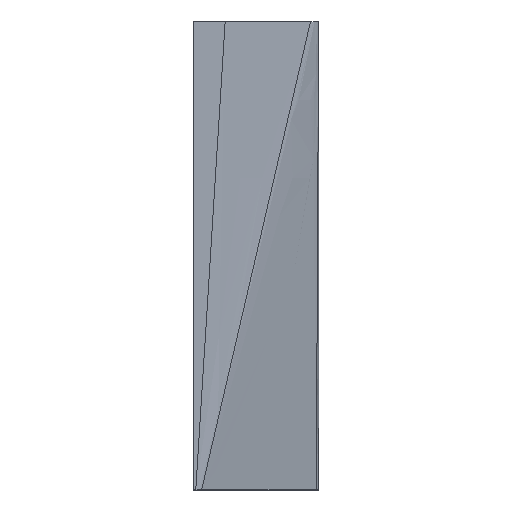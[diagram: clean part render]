
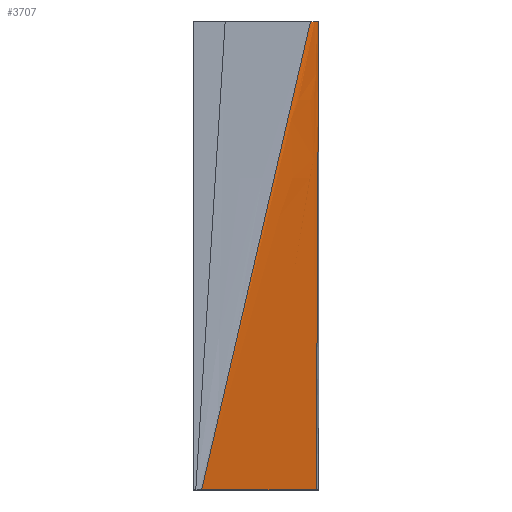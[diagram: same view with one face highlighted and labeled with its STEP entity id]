
A CAD part, left-side view. The second image highlights one B-rep face of the part: STEP entity #3707.
In plain terms, the highlighted free-form (B-spline) face has degree [3, 3] with [5, 4] control points.
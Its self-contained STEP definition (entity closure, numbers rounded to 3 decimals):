
#96=CIRCLE('',#3936,1.);
#148=B_SPLINE_SURFACE_WITH_KNOTS('',3,3,((#5333,#5334,#5335,#5336),(#5337,
#5338,#5339,#5340),(#5341,#5342,#5343,#5344),(#5345,#5346,#5347,#5348),
(#5349,#5350,#5351,#5352)),.UNSPECIFIED.,.F.,.F.,.F.,(4,1,4),(4,4),(0.,
0.571,1.),(0.,1.),.UNSPECIFIED.);
#156=FACE_OUTER_BOUND('',#360,.T.);
#360=EDGE_LOOP('',(#2460,#2461,#2462,#2463));
#596=LINE('',#5329,#1072);
#598=LINE('',#5356,#1074);
#599=LINE('',#5357,#1075);
#1072=VECTOR('',#4218,57.49);
#1074=VECTOR('',#4224,57.49);
#1075=VECTOR('',#4225,10.);
#1547=VERTEX_POINT('',#5326);
#1548=VERTEX_POINT('',#5328);
#1550=VERTEX_POINT('',#5353);
#1551=VERTEX_POINT('',#5355);
#1911=EDGE_CURVE('',#1547,#1548,#596,.T.);
#1914=EDGE_CURVE('',#1547,#1550,#96,.T.);
#1915=EDGE_CURVE('',#1550,#1551,#598,.T.);
#1916=EDGE_CURVE('',#1548,#1551,#599,.T.);
#2460=ORIENTED_EDGE('',*,*,#1914,.T.);
#2461=ORIENTED_EDGE('',*,*,#1915,.T.);
#2462=ORIENTED_EDGE('',*,*,#1916,.F.);
#2463=ORIENTED_EDGE('',*,*,#1911,.F.);
#3707=ADVANCED_FACE('',(#156),#148,.T.);
#3936=AXIS2_PLACEMENT_3D('',#5354,#4222,#4223);
#4218=DIRECTION('',(0.226,0.005,-0.974));
#4222=DIRECTION('center_axis',(0.,0.,
-1.));
#4223=DIRECTION('ref_axis',(0.,-1.,0.));
#4224=DIRECTION('',(0.005,0.226,-0.974));
#4225=DIRECTION('',(-0.707,0.707,0.));
#5326=CARTESIAN_POINT('',(-169.,-170.,0.));
#5328=CARTESIAN_POINT('',(-156.,-169.707,-56.));
#5329=CARTESIAN_POINT('',(-169.,-170.,0.));
#5333=CARTESIAN_POINT('Ctrl Pts',(-169.,-170.,0.));
#5334=CARTESIAN_POINT('Ctrl Pts',(-164.667,-169.902,-18.667));
#5335=CARTESIAN_POINT('Ctrl Pts',(-160.333,-169.805,-37.333));
#5336=CARTESIAN_POINT('Ctrl Pts',(-156.,-169.707,-56.));
#5337=CARTESIAN_POINT('Ctrl Pts',(-169.299,-170.,0.));
#5338=CARTESIAN_POINT('Ctrl Pts',(-164.901,-169.866,-18.667));
#5339=CARTESIAN_POINT('Ctrl Pts',(-160.504,-169.735,-37.333));
#5340=CARTESIAN_POINT('Ctrl Pts',(-156.106,-169.601,-56.));
#5341=CARTESIAN_POINT('Ctrl Pts',(-169.817,-169.749,0.));
#5342=CARTESIAN_POINT('Ctrl Pts',(-167.814,-167.133,-18.667));
#5343=CARTESIAN_POINT('Ctrl Pts',(-165.81,-164.517,-37.333));
#5344=CARTESIAN_POINT('Ctrl Pts',(-163.806,-161.901,-56.));
#5345=CARTESIAN_POINT('Ctrl Pts',(-170.,-169.224,0.));
#5346=CARTESIAN_POINT('Ctrl Pts',(-169.876,-164.843,-18.667));
#5347=CARTESIAN_POINT('Ctrl Pts',(-169.752,-160.461,-37.333));
#5348=CARTESIAN_POINT('Ctrl Pts',(-169.628,-156.079,-56.));
#5349=CARTESIAN_POINT('Ctrl Pts',(-170.,-169.,0.));
#5350=CARTESIAN_POINT('Ctrl Pts',(-169.902,-164.667,-18.667));
#5351=CARTESIAN_POINT('Ctrl Pts',(-169.805,-160.333,-37.333));
#5352=CARTESIAN_POINT('Ctrl Pts',(-169.707,-156.,-56.));
#5353=CARTESIAN_POINT('',(-170.,-169.,0.));
#5354=CARTESIAN_POINT('Origin',(-169.,-169.,0.));
#5355=CARTESIAN_POINT('',(-169.707,-156.,-56.));
#5356=CARTESIAN_POINT('',(-170.,-169.,0.));
#5357=CARTESIAN_POINT('',(-156.,-169.707,-56.));
